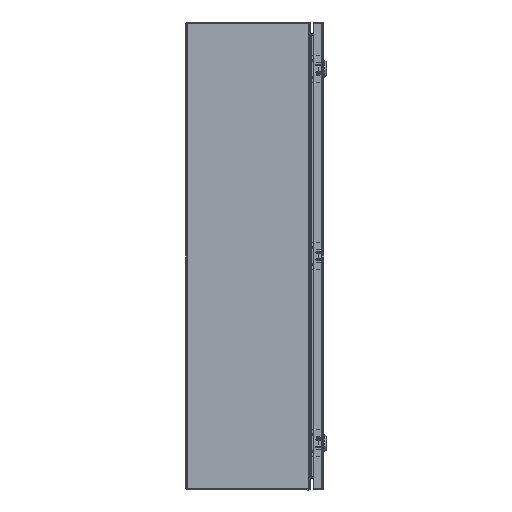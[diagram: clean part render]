
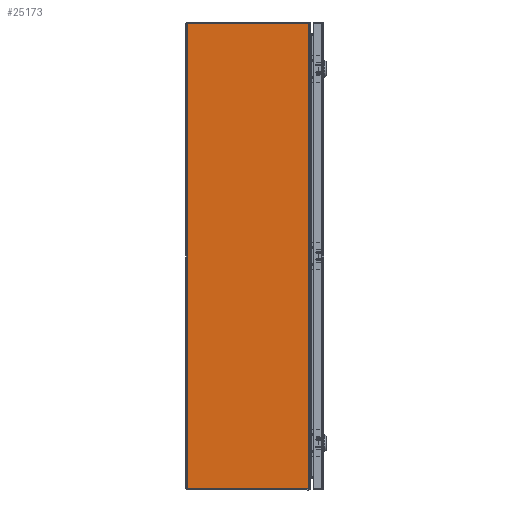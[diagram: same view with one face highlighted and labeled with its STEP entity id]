
A CAD part, left-side view. The second image highlights one B-rep face of the part: STEP entity #25173.
In plain terms, the highlighted planar face has unit normal (-1, 0, 0).
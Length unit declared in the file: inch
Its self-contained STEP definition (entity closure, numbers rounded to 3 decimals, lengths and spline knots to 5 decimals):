
#650 = VERTEX_POINT ( 'NONE', #692 ) ;
#692 = CARTESIAN_POINT ( 'NONE',  ( -15., -7.76322, 14.92789 ) ) ;
#2180 = CARTESIAN_POINT ( 'NONE',  ( -15., -0.072, 104.298 ) ) ;
#2347 = CARTESIAN_POINT ( 'NONE',  ( -15., -0.108, -14.92789 ) ) ;
#2989 = ORIENTED_EDGE ( 'NONE', *, *, #22931, .F. ) ;
#3038 = CARTESIAN_POINT ( 'NONE',  ( -15., -7.892, 104.298 ) ) ;
#3287 = VERTEX_POINT ( 'NONE', #27556 ) ;
#4115 = EDGE_CURVE ( 'NONE', #5151, #650, #26241, .T. ) ;
#5000 = FACE_OUTER_BOUND ( 'NONE', #22812, .T. ) ;
#5151 = VERTEX_POINT ( 'NONE', #13647 ) ;
#5951 = AXIS2_PLACEMENT_3D ( 'NONE', #2180, #27063, #13652 ) ;
#6401 = CIRCLE ( 'NONE', #14017, 0.38236 ) ;
#6854 = DIRECTION ( 'NONE',  ( 0., 1., 0. ) ) ;
#7121 = ORIENTED_EDGE ( 'NONE', *, *, #4115, .F. ) ;
#7219 = DIRECTION ( 'NONE',  ( 0., 0., -1. ) ) ;
#7256 = CARTESIAN_POINT ( 'NONE',  ( -15., -7.76322, -14.92789 ) ) ;
#7493 = VERTEX_POINT ( 'NONE', #2347 ) ;
#8093 = CARTESIAN_POINT ( 'NONE',  ( -15., -0.108, -14.892 ) ) ;
#8568 = ORIENTED_EDGE ( 'NONE', *, *, #23724, .F. ) ;
#8955 = DIRECTION ( 'NONE',  ( 1., 0., 0. ) ) ;
#10369 = VERTEX_POINT ( 'NONE', #7256 ) ;
#11315 = ORIENTED_EDGE ( 'NONE', *, *, #21384, .T. ) ;
#11422 = PLANE ( 'NONE',  #5951 ) ;
#11832 = CARTESIAN_POINT ( 'NONE',  ( -15., -0.108, -14.92789 ) ) ;
#12004 = ORIENTED_EDGE ( 'NONE', *, *, #22287, .F. ) ;
#13647 = CARTESIAN_POINT ( 'NONE',  ( -15., -0.108, 14.92789 ) ) ;
#13652 = DIRECTION ( 'NONE',  ( 0., 1., 0. ) ) ;
#13949 = VECTOR ( 'NONE', #16861, 39.37008 ) ;
#14017 = AXIS2_PLACEMENT_3D ( 'NONE', #23215, #8955, #6854 ) ;
#14433 = VECTOR ( 'NONE', #16989, 39.37008 ) ;
#14513 = LINE ( 'NONE', #3038, #25472 ) ;
#14762 = CARTESIAN_POINT ( 'NONE',  ( -15., -0.108, 14.92789 ) ) ;
#16861 = DIRECTION ( 'NONE',  ( 0., -1., 0. ) ) ;
#16989 = DIRECTION ( 'NONE',  ( 0., -1., 0. ) ) ;
#20166 = VECTOR ( 'NONE', #26281, 39.37008 ) ;
#20168 = CIRCLE ( 'NONE', #21588, 0.38236 ) ;
#20228 = CARTESIAN_POINT ( 'NONE',  ( -15., -7.76322, 14.54553 ) ) ;
#20512 = DIRECTION ( 'NONE',  ( 0., 1., 0. ) ) ;
#20694 = CARTESIAN_POINT ( 'NONE',  ( -15., -7.892, -14.90555 ) ) ;
#21384 = EDGE_CURVE ( 'NONE', #7493, #10369, #27907, .T. ) ;
#21588 = AXIS2_PLACEMENT_3D ( 'NONE', #20228, #25281, #20512 ) ;
#22287 = EDGE_CURVE ( 'NONE', #650, #3287, #20168, .T. ) ;
#22812 = EDGE_LOOP ( 'NONE', ( #12004, #7121, #28982, #11315, #2989, #8568 ) ) ;
#22931 = EDGE_CURVE ( 'NONE', #28393, #10369, #6401, .T. ) ;
#23215 = CARTESIAN_POINT ( 'NONE',  ( -15., -7.76322, -14.54553 ) ) ;
#23724 = EDGE_CURVE ( 'NONE', #3287, #28393, #14513, .T. ) ;
#23890 = EDGE_CURVE ( 'NONE', #7493, #5151, #28520, .T. ) ;
#25173 = ADVANCED_FACE ( 'NONE', ( #5000 ), #11422, .F. ) ;
#25281 = DIRECTION ( 'NONE',  ( 1., 0., 0. ) ) ;
#25472 = VECTOR ( 'NONE', #7219, 39.37008 ) ;
#26241 = LINE ( 'NONE', #14762, #14433 ) ;
#26281 = DIRECTION ( 'NONE',  ( 0., 0., 1. ) ) ;
#27063 = DIRECTION ( 'NONE',  ( 1., 0., 0. ) ) ;
#27556 = CARTESIAN_POINT ( 'NONE',  ( -15., -7.892, 14.90555 ) ) ;
#27907 = LINE ( 'NONE', #11832, #13949 ) ;
#28393 = VERTEX_POINT ( 'NONE', #20694 ) ;
#28520 = LINE ( 'NONE', #8093, #20166 ) ;
#28982 = ORIENTED_EDGE ( 'NONE', *, *, #23890, .F. ) ;
